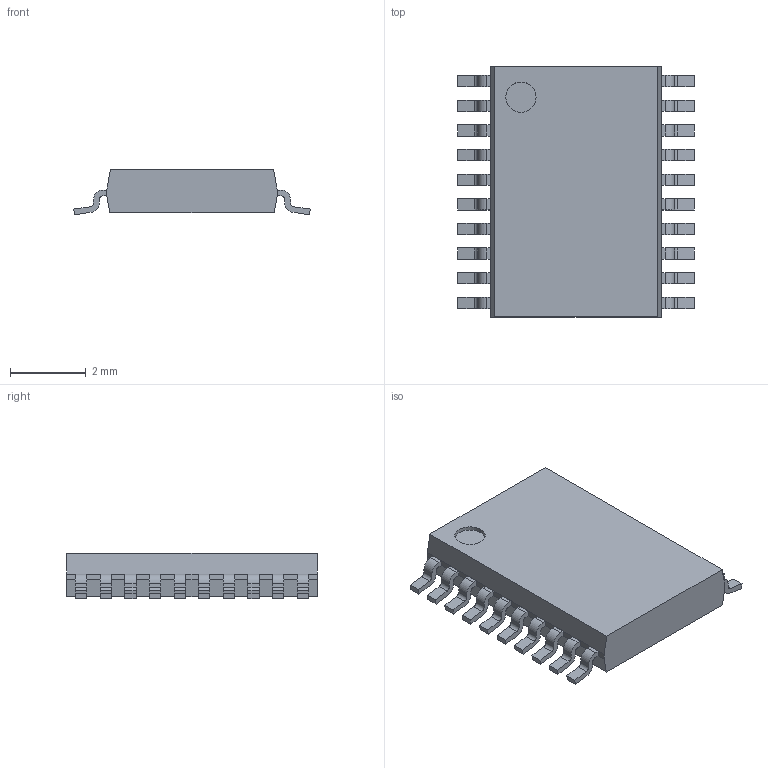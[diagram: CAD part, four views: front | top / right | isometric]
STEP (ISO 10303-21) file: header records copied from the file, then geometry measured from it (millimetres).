
FILE_DESCRIPTION((''),'2;1');
FILE_NAME('SOP65P640X120-21N-R274X495.stp','2010-08-19T10:10:53',(''),(''),'Mechanical Desktop 2010','Mechanical Desktop 2010',', , ');
FILE_SCHEMA(('AUTOMOTIVE_DESIGN { 1 2 10303 214 1 1 1 1 }'));
Length unit declared in the file: millimetre
Products named in the file (1): Product
Bounding box: 6.24 x 6.6 x 1.2 mm (x, y, z)
Volume: 34.6 mm3; surface area: 135.7 mm2
Topology: 22 solids, 22 shells, 304 faces, 774 edges, 516 vertices
Faces by surface type: bspline 140, plane 122, cylinder 42
Entity records: 9693 total; most frequent: CARTESIAN_POINT 2575, ORIENTED_EDGE 1548, DIRECTION 1268, EDGE_CURVE 774, VECTOR 610, LINE 610, VERTEX_POINT 516, AXIS2_PLACEMENT_3D 329
